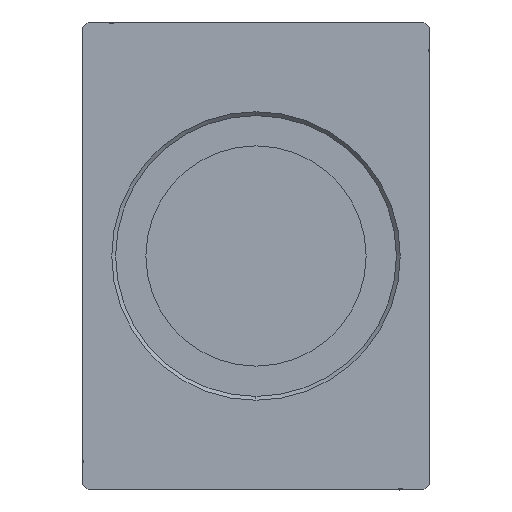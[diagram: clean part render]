
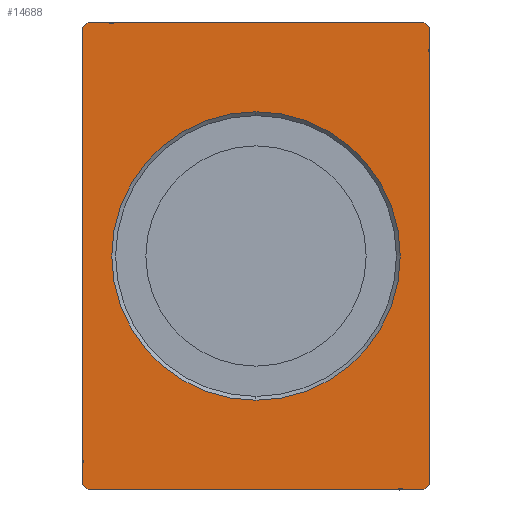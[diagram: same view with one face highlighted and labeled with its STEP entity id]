
A CAD part, left-side view. The second image highlights one B-rep face of the part: STEP entity #14688.
In plain terms, the highlighted planar face has unit normal (-1, 0, 0).
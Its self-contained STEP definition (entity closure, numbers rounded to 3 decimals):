
#510 = VECTOR ( 'NONE', #32561, 1000. ) ;
#906 = CARTESIAN_POINT ( 'NONE',  ( 0., 0., 0. ) ) ;
#1048 = EDGE_CURVE ( 'NONE', #3841, #28083, #8127, .T. ) ;
#1955 = EDGE_CURVE ( 'NONE', #5018, #16058, #8182, .T. ) ;
#2313 = VERTEX_POINT ( 'NONE', #22728 ) ;
#2510 = AXIS2_PLACEMENT_3D ( 'NONE', #9045, #34995, #25630 ) ;
#2985 = DIRECTION ( 'NONE',  ( 0., 0., 1. ) ) ;
#3092 = CARTESIAN_POINT ( 'NONE',  ( 0., 30.5, -42.5 ) ) ;
#3443 = VERTEX_POINT ( 'NONE', #13655 ) ;
#3686 = LINE ( 'NONE', #23481, #9991 ) ;
#3841 = VERTEX_POINT ( 'NONE', #29225 ) ;
#4193 = CARTESIAN_POINT ( 'NONE',  ( 0., 0., -26.2 ) ) ;
#4307 = VECTOR ( 'NONE', #30646, 1000. ) ;
#4799 = VERTEX_POINT ( 'NONE', #34010 ) ;
#4988 = CARTESIAN_POINT ( 'NONE',  ( 0., 30.5, 42.5 ) ) ;
#5018 = VERTEX_POINT ( 'NONE', #20588 ) ;
#5127 = FACE_BOUND ( 'NONE', #34332, .T. ) ;
#5332 = DIRECTION ( 'NONE',  ( 0., 0., -1. ) ) ;
#6040 = VECTOR ( 'NONE', #17722, 1000. ) ;
#6057 = CARTESIAN_POINT ( 'NONE',  ( 0., -31.5, -41.5 ) ) ;
#6827 = CARTESIAN_POINT ( 'NONE',  ( 0., -30.5, -42.5 ) ) ;
#7084 = DIRECTION ( 'NONE',  ( 0., -0.707, -0.707 ) ) ;
#8127 = LINE ( 'NONE', #36865, #6040 ) ;
#8182 = LINE ( 'NONE', #4988, #40755 ) ;
#8398 = DIRECTION ( 'NONE',  ( 0., -1., 0. ) ) ;
#9045 = CARTESIAN_POINT ( 'NONE',  ( 0., 0., 0. ) ) ;
#9666 = AXIS2_PLACEMENT_3D ( 'NONE', #906, #13889, #26420 ) ;
#9991 = VECTOR ( 'NONE', #7084, 1000. ) ;
#10231 = EDGE_CURVE ( 'NONE', #28083, #38282, #11837, .T. ) ;
#10342 = AXIS2_PLACEMENT_3D ( 'NONE', #30453, #24078, #5332 ) ;
#10959 = ORIENTED_EDGE ( 'NONE', *, *, #14545, .T. ) ;
#11837 = LINE ( 'NONE', #6057, #40268 ) ;
#12037 = CIRCLE ( 'NONE', #2510, 26.2 ) ;
#12212 = ORIENTED_EDGE ( 'NONE', *, *, #1955, .F. ) ;
#12844 = ORIENTED_EDGE ( 'NONE', *, *, #30931, .T. ) ;
#13655 = CARTESIAN_POINT ( 'NONE',  ( 0., 31.5, 41.5 ) ) ;
#13889 = DIRECTION ( 'NONE',  ( 1., 0., 0. ) ) ;
#14545 = EDGE_CURVE ( 'NONE', #18557, #2313, #28647, .T. ) ;
#14664 = EDGE_LOOP ( 'NONE', ( #15270, #31233, #38220, #18568, #40730, #39469, #20827, #12212 ) ) ;
#14688 = ADVANCED_FACE ( 'NONE', ( #5127, #21519 ), #20688, .F. ) ;
#15270 = ORIENTED_EDGE ( 'NONE', *, *, #32076, .F. ) ;
#16058 = VERTEX_POINT ( 'NONE', #35628 ) ;
#17273 = VERTEX_POINT ( 'NONE', #19587 ) ;
#17722 = DIRECTION ( 'NONE',  ( 0., 0., -1. ) ) ;
#18557 = VERTEX_POINT ( 'NONE', #4193 ) ;
#18568 = ORIENTED_EDGE ( 'NONE', *, *, #18879, .F. ) ;
#18628 = VECTOR ( 'NONE', #2985, 1000. ) ;
#18879 = EDGE_CURVE ( 'NONE', #38282, #17273, #35986, .T. ) ;
#19062 = DIRECTION ( 'NONE',  ( 0., 0.707, -0.707 ) ) ;
#19384 = CARTESIAN_POINT ( 'NONE',  ( 0., 31.5, -41.5 ) ) ;
#19394 = CARTESIAN_POINT ( 'NONE',  ( 0., 31.5, 41.5 ) ) ;
#19587 = CARTESIAN_POINT ( 'NONE',  ( 0., 30.5, -42.5 ) ) ;
#20588 = CARTESIAN_POINT ( 'NONE',  ( 0., 30.5, 42.5 ) ) ;
#20688 = PLANE ( 'NONE',  #10342 ) ;
#20792 = CARTESIAN_POINT ( 'NONE',  ( 0., -31.5, -41.5 ) ) ;
#20827 = ORIENTED_EDGE ( 'NONE', *, *, #30350, .F. ) ;
#21115 = EDGE_CURVE ( 'NONE', #4799, #3443, #22979, .T. ) ;
#21519 = FACE_OUTER_BOUND ( 'NONE', #14664, .T. ) ;
#22728 = CARTESIAN_POINT ( 'NONE',  ( 0., 0., 26.2 ) ) ;
#22979 = LINE ( 'NONE', #19384, #18628 ) ;
#23481 = CARTESIAN_POINT ( 'NONE',  ( 0., -30.5, 42.5 ) ) ;
#24078 = DIRECTION ( 'NONE',  ( 1., 0., 0. ) ) ;
#25439 = DIRECTION ( 'NONE',  ( 0., 0.707, 0.707 ) ) ;
#25630 = DIRECTION ( 'NONE',  ( 0., 0., -1. ) ) ;
#26420 = DIRECTION ( 'NONE',  ( 0., 0., -1. ) ) ;
#28083 = VERTEX_POINT ( 'NONE', #20792 ) ;
#28198 = CARTESIAN_POINT ( 'NONE',  ( 0., -30.5, -42.5 ) ) ;
#28647 = CIRCLE ( 'NONE', #9666, 26.2 ) ;
#28727 = LINE ( 'NONE', #19394, #510 ) ;
#29083 = EDGE_CURVE ( 'NONE', #17273, #4799, #32870, .T. ) ;
#29225 = CARTESIAN_POINT ( 'NONE',  ( 0., -31.5, 41.5 ) ) ;
#30350 = EDGE_CURVE ( 'NONE', #16058, #3841, #3686, .T. ) ;
#30453 = CARTESIAN_POINT ( 'NONE',  ( 0., 0., 0. ) ) ;
#30646 = DIRECTION ( 'NONE',  ( 0., 1., 0. ) ) ;
#30931 = EDGE_CURVE ( 'NONE', #2313, #18557, #12037, .T. ) ;
#31233 = ORIENTED_EDGE ( 'NONE', *, *, #21115, .F. ) ;
#32076 = EDGE_CURVE ( 'NONE', #3443, #5018, #28727, .T. ) ;
#32400 = VECTOR ( 'NONE', #25439, 1000. ) ;
#32561 = DIRECTION ( 'NONE',  ( 0., -0.707, 0.707 ) ) ;
#32870 = LINE ( 'NONE', #3092, #32400 ) ;
#34010 = CARTESIAN_POINT ( 'NONE',  ( 0., 31.5, -41.5 ) ) ;
#34332 = EDGE_LOOP ( 'NONE', ( #12844, #10959 ) ) ;
#34995 = DIRECTION ( 'NONE',  ( 1., 0., 0. ) ) ;
#35628 = CARTESIAN_POINT ( 'NONE',  ( 0., -30.5, 42.5 ) ) ;
#35986 = LINE ( 'NONE', #6827, #4307 ) ;
#36865 = CARTESIAN_POINT ( 'NONE',  ( 0., -31.5, 41.5 ) ) ;
#38220 = ORIENTED_EDGE ( 'NONE', *, *, #29083, .F. ) ;
#38282 = VERTEX_POINT ( 'NONE', #28198 ) ;
#39469 = ORIENTED_EDGE ( 'NONE', *, *, #1048, .F. ) ;
#40268 = VECTOR ( 'NONE', #19062, 1000. ) ;
#40730 = ORIENTED_EDGE ( 'NONE', *, *, #10231, .F. ) ;
#40755 = VECTOR ( 'NONE', #8398, 1000. ) ;
